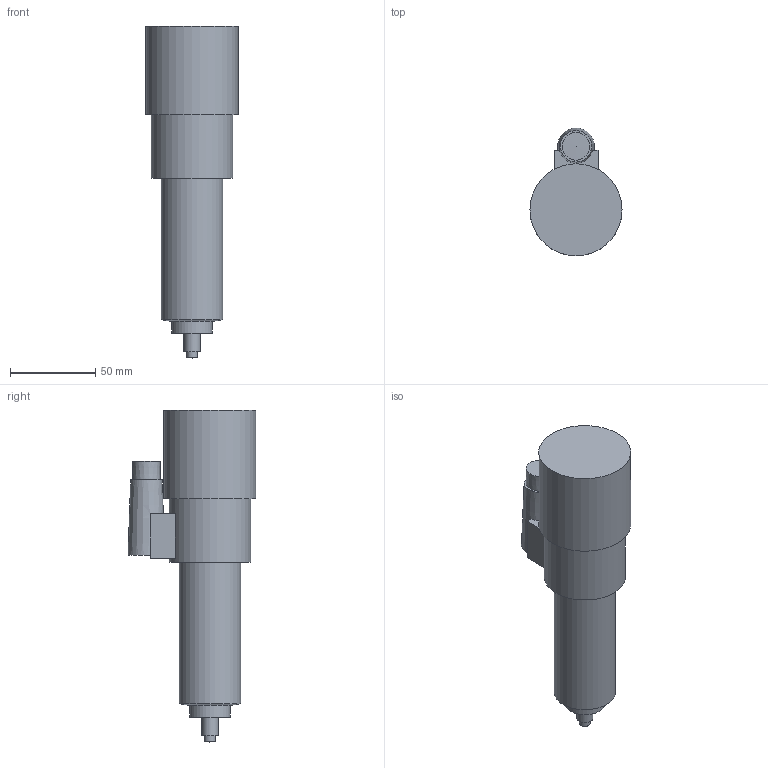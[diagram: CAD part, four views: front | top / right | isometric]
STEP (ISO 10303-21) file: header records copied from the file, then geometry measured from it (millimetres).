
FILE_DESCRIPTION(/* description */ (''),/* implementation_level */ '2;1');
FILE_NAME(/* name */ '10001096461nxv000_01_214.stp',/* time_stamp */ '2022-12-15T16:36:26+01:00',/* author */ (''),/* organization */ (''),/* preprocessor_version */ 'ST-DEVELOPER v18.1',/* originating_system */ 'SIEMENS PLM Software NX 2000',/* authorisation */ '');
FILE_SCHEMA (('AUTOMOTIVE_DESIGN { 1 0 10303 214 3 1 1 1 }'));
Length unit declared in the file: millimetre
Products named in the file (1): 10001096461nxv000_01
Bounding box: 53.93 x 74.99 x 194.55 mm (x, y, z)
Volume: 296188.3 mm3; surface area: 33187.3 mm2
Topology: 1 solids, 1 shells, 23 faces, 69 edges, 72 vertices
Faces by surface type: plane 12, cylinder 6, cone 5
Full cylindrical faces by diameter (mm): 6.351 x1, 9.431 x1, 23.948 x1, 36 x1, 47.827 x1, 53.935 x1
Entity records: 756 total; most frequent: CARTESIAN_POINT 144, DIRECTION 113, ORIENTED_EDGE 66, AXIS2_PLACEMENT_3D 46, EDGE_LOOP 38, FACE_BOUND 33, EDGE_CURVE 33, VERTEX_POINT 29
